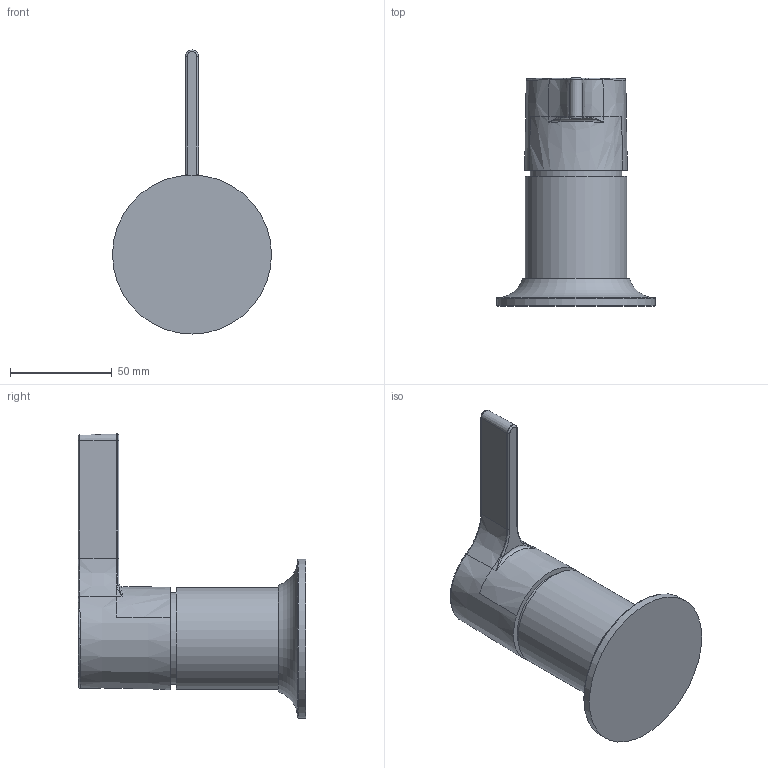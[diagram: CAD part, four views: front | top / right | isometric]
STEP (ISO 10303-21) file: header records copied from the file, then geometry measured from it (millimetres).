
FILE_DESCRIPTION (( 'STEP AP203' ), '1' );
FILE_NAME ('29300809-00.STEP', '2019-07-17T08:24:21', ( '' ), ( '' ), 'SwSTEP 2.0', 'SolidWorks 2017', '' );
FILE_SCHEMA (( 'CONFIG_CONTROL_DESIGN' ));
Length unit declared in the file: millimetre
Products named in the file (5): Planungsmodell_Rohr_gerade-+-28.568.780-10_ _K316_45 x 30; 29300809-00; Planungsmodell_Rohr_gerade-+-28.568.780-10_ _K318_50 x 55; Planungsmodell_Hebel-+-09.20.80.022-01_K1; Planungsmodell_Rosette-+-09.27.80.013.90-01_K1_D78x13,50
Assembly tree (4 placements, depth 2):
  29300809-00
    Planungsmodell_Rohr_gerade-+-28.568.780-10_ _K318_50 x 55
    Planungsmodell_Hebel-+-09.20.80.022-01_K1
    Planungsmodell_Rosette-+-09.27.80.013.90-01_K1_D78x13,50
    Planungsmodell_Rohr_gerade-+-28.568.780-10_ _K316_45 x 30
Bounding box: 78 x 111.69 x 139.33 mm (x, y, z)
Volume: 298918.7 mm3; surface area: 45842.1 mm2
Topology: 4 solids, 4 shells, 44 faces, 91 edges, 55 vertices
Faces by surface type: plane 11, bspline 10, cylinder 8, cone 7, torus 7, sphere 1
Full cylindrical faces by diameter (mm): 45 x1, 50 x1, 78 x1
Entity records: 2884 total; most frequent: CARTESIAN_POINT 1532, ORIENTED_EDGE 170, DIRECTION 168, EDGE_CURVE 85, AXIS2_PLACEMENT_3D 74, VERTEX_POINT 55, EDGE_LOOP 50, FACE_OUTER_BOUND 50
